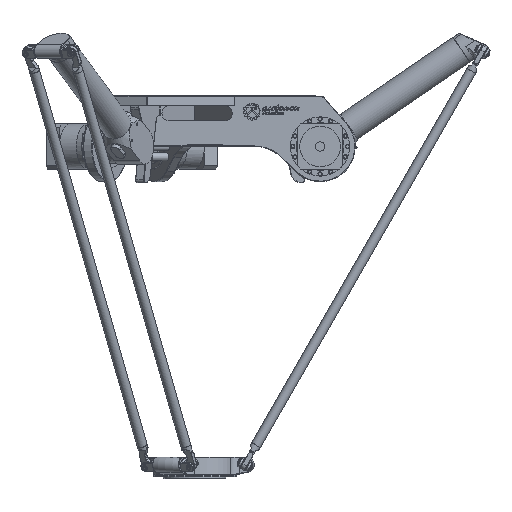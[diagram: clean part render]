
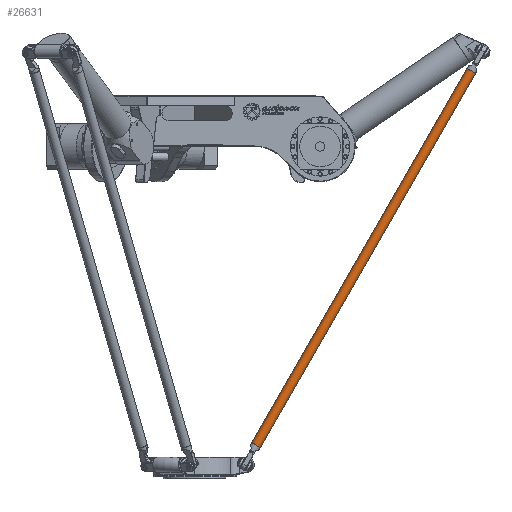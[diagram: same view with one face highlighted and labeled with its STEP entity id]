
A CAD part, front view. The second image highlights one B-rep face of the part: STEP entity #26631.
In plain terms, the highlighted cylindrical face has radius 10 mm (diameter 20 mm), a full revolution.
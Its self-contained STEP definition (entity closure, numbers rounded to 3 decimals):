
#840=FACE_BOUND('',#6183,.T.);
#2071=CIRCLE('',#29402,10.);
#2072=CIRCLE('',#29404,10.);
#2628=CYLINDRICAL_SURFACE('',#29415,10.);
#4101=FACE_OUTER_BOUND('',#6182,.T.);
#6182=EDGE_LOOP('',(#23077));
#6183=EDGE_LOOP('',(#23078));
#12963=VERTEX_POINT('',#52125);
#12964=VERTEX_POINT('',#52128);
#16368=EDGE_CURVE('',#12963,#12963,#2071,.T.);
#16369=EDGE_CURVE('',#12964,#12964,#2072,.T.);
#23077=ORIENTED_EDGE('',*,*,#16369,.T.);
#23078=ORIENTED_EDGE('',*,*,#16368,.T.);
#26631=ADVANCED_FACE('',(#4101,#840),#2628,.T.);
#29402=AXIS2_PLACEMENT_3D('',#52126,#36570,#36571);
#29404=AXIS2_PLACEMENT_3D('',#52129,#36574,#36575);
#29415=AXIS2_PLACEMENT_3D('',#52152,#36598,#36599);
#36570=DIRECTION('center_axis',(1.,0.,0.));
#36571=DIRECTION('ref_axis',(0.,0.,1.));
#36574=DIRECTION('center_axis',(-1.,0.,0.));
#36575=DIRECTION('ref_axis',(0.,0.,1.));
#36598=DIRECTION('center_axis',(-1.,0.,0.));
#36599=DIRECTION('ref_axis',(0.,0.,1.));
#52125=CARTESIAN_POINT('',(45.029,-10.,0.));
#52126=CARTESIAN_POINT('Origin',(45.029,0.,
0.));
#52128=CARTESIAN_POINT('',(904.971,-10.,0.));
#52129=CARTESIAN_POINT('Origin',(904.971,0.,0.));
#52152=CARTESIAN_POINT('Origin',(905.,0.,0.));
